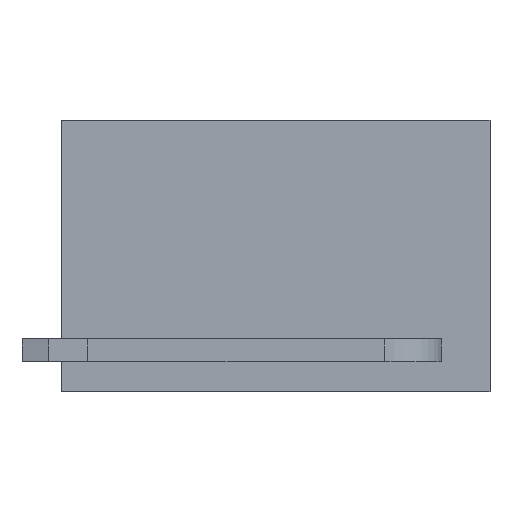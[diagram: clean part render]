
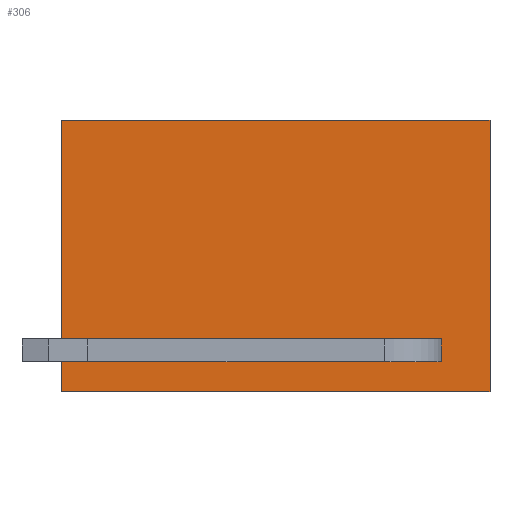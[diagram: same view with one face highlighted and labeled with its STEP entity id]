
A CAD part, front view. The second image highlights one B-rep face of the part: STEP entity #306.
In plain terms, the highlighted planar face has unit normal (0, -1, 0).
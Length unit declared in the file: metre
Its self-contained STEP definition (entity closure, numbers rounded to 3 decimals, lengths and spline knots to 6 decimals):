
#306=ADVANCED_FACE('',(#711,#712,#713,#714),#715,.T.);
#711=FACE_OUTER_BOUND('',#1225,.T.);
#712=FACE_BOUND('',#1226,.T.);
#713=FACE_BOUND('',#1227,.T.);
#714=FACE_BOUND('',#1228,.T.);
#715=PLANE('',#1229);
#1225=EDGE_LOOP('',(#2094,#2095,#2096,#2097));
#1226=EDGE_LOOP('',(#2098,#2099,#2100,#2101));
#1227=EDGE_LOOP('',(#2102,#2103,#2104,#2105));
#1228=EDGE_LOOP('',(#2106,#2107,#2108,#2109));
#1229=AXIS2_PLACEMENT_3D('',#2110,#2111,#2112);
#2094=ORIENTED_EDGE('',*,*,#3374,.T.);
#2095=ORIENTED_EDGE('',*,*,#3375,.F.);
#2096=ORIENTED_EDGE('',*,*,#3198,.F.);
#2097=ORIENTED_EDGE('',*,*,#3376,.T.);
#2098=ORIENTED_EDGE('',*,*,#3377,.T.);
#2099=ORIENTED_EDGE('',*,*,#3161,.T.);
#2100=ORIENTED_EDGE('',*,*,#3343,.T.);
#2101=ORIENTED_EDGE('',*,*,#3378,.T.);
#2102=ORIENTED_EDGE('',*,*,#3275,.T.);
#2103=ORIENTED_EDGE('',*,*,#3379,.T.);
#2104=ORIENTED_EDGE('',*,*,#3173,.T.);
#2105=ORIENTED_EDGE('',*,*,#3380,.T.);
#2106=ORIENTED_EDGE('',*,*,#3381,.T.);
#2107=ORIENTED_EDGE('',*,*,#3209,.T.);
#2108=ORIENTED_EDGE('',*,*,#3382,.T.);
#2109=ORIENTED_EDGE('',*,*,#3383,.F.);
#2110=CARTESIAN_POINT('',(0.005,0.,-0.0095));
#2111=DIRECTION('',(0.,-1.0,0.));
#2112=DIRECTION('',(1.0,0.,0.0));
#3161=EDGE_CURVE('',#3828,#3826,#3829,.T.);
#3173=EDGE_CURVE('',#3848,#3846,#3849,.T.);
#3198=EDGE_CURVE('',#3893,#3883,#3895,.T.);
#3209=EDGE_CURVE('',#3912,#3910,#3913,.T.);
#3275=EDGE_CURVE('',#4025,#4023,#4026,.T.);
#3343=EDGE_CURVE('',#3826,#4129,#4131,.T.);
#3374=EDGE_CURVE('',#4176,#4177,#4178,.T.);
#3375=EDGE_CURVE('',#3883,#4177,#4179,.T.);
#3376=EDGE_CURVE('',#3893,#4176,#4180,.T.);
#3377=EDGE_CURVE('',#4181,#3828,#4182,.T.);
#3378=EDGE_CURVE('',#4129,#4181,#4183,.T.);
#3379=EDGE_CURVE('',#4023,#3848,#4184,.T.);
#3380=EDGE_CURVE('',#3846,#4025,#4185,.T.);
#3381=EDGE_CURVE('',#4186,#3912,#4187,.T.);
#3382=EDGE_CURVE('',#3910,#4188,#4189,.T.);
#3383=EDGE_CURVE('',#4186,#4188,#4190,.T.);
#3826=VERTEX_POINT('',#4766);
#3828=VERTEX_POINT('',#4769);
#3829=LINE('',#4770,#4771);
#3846=VERTEX_POINT('',#4796);
#3848=VERTEX_POINT('',#4799);
#3849=LINE('',#4800,#4801);
#3883=VERTEX_POINT('',#4849);
#3893=VERTEX_POINT('',#4864);
#3895=LINE('',#4867,#4868);
#3910=VERTEX_POINT('',#4889);
#3912=VERTEX_POINT('',#4892);
#3913=LINE('',#4893,#4894);
#4023=VERTEX_POINT('',#5054);
#4025=VERTEX_POINT('',#5057);
#4026=LINE('',#5058,#5059);
#4129=VERTEX_POINT('',#5206);
#4131=LINE('',#5209,#5210);
#4176=VERTEX_POINT('',#5274);
#4177=VERTEX_POINT('',#5275);
#4178=LINE('',#5276,#5277);
#4179=LINE('',#5278,#5279);
#4180=LINE('',#5280,#5281);
#4181=VERTEX_POINT('',#5282);
#4182=LINE('',#5283,#5284);
#4183=LINE('',#5285,#5286);
#4184=LINE('',#5287,#5288);
#4185=LINE('',#5289,#5290);
#4186=VERTEX_POINT('',#5291);
#4187=LINE('',#5292,#5293);
#4188=VERTEX_POINT('',#5294);
#4189=LINE('',#5295,#5296);
#4190=LINE('',#5297,#5298);
#4766=CARTESIAN_POINT('',(0.0083,0.,-0.00765));
#4769=CARTESIAN_POINT('',(0.0067,0.,-0.00765));
#4770=CARTESIAN_POINT('',(0.015,0.,-0.00765));
#4771=VECTOR('',#5879,1.0);
#4796=CARTESIAN_POINT('',(0.0133,0.,-0.00765));
#4799=CARTESIAN_POINT('',(0.0117,0.,-0.00765));
#4800=CARTESIAN_POINT('',(0.015,0.,-0.00765));
#4801=VECTOR('',#5892,1.0);
#4849=CARTESIAN_POINT('',(0.,0.0,0.0));
#4864=CARTESIAN_POINT('',(0.,0.,-0.0095));
#4867=CARTESIAN_POINT('',(0.,0.,-0.0095));
#4868=VECTOR('',#5919,1.0);
#4889=CARTESIAN_POINT('',(0.0021,0.,-0.00765));
#4892=CARTESIAN_POINT('',(0.0021,0.,-0.00845));
#4893=CARTESIAN_POINT('',(0.0021,0.,-0.00845));
#4894=VECTOR('',#5927,1.0);
#5054=CARTESIAN_POINT('',(0.0117,0.,-0.00845));
#5057=CARTESIAN_POINT('',(0.0133,0.,-0.00845));
#5058=CARTESIAN_POINT('',(0.015,0.,-0.00845));
#5059=VECTOR('',#5988,1.0);
#5206=CARTESIAN_POINT('',(0.0083,0.,-0.00845));
#5209=CARTESIAN_POINT('',(0.0083,0.,-0.0095));
#5210=VECTOR('',#6055,1.0);
#5274=CARTESIAN_POINT('',(0.015,0.,-0.0095));
#5275=CARTESIAN_POINT('',(0.015,0.,0.0));
#5276=CARTESIAN_POINT('',(0.015,0.,-0.0095));
#5277=VECTOR('',#6081,1.0);
#5278=CARTESIAN_POINT('',(0.005,0.,0.));
#5279=VECTOR('',#6082,1.0);
#5280=CARTESIAN_POINT('',(0.005,0.,-0.0095));
#5281=VECTOR('',#6083,1.0);
#5282=CARTESIAN_POINT('',(0.0067,0.,-0.00845));
#5283=CARTESIAN_POINT('',(0.0067,0.,-0.0095));
#5284=VECTOR('',#6084,1.0);
#5285=CARTESIAN_POINT('',(0.015,0.,-0.00845));
#5286=VECTOR('',#6085,1.0);
#5287=CARTESIAN_POINT('',(0.0117,0.,-0.0095));
#5288=VECTOR('',#6086,1.0);
#5289=CARTESIAN_POINT('',(0.0133,0.,-0.0095));
#5290=VECTOR('',#6087,1.0);
#5291=CARTESIAN_POINT('',(0.0033,0.,-0.00845));
#5292=CARTESIAN_POINT('',(0.015,0.,-0.00845));
#5293=VECTOR('',#6088,1.0);
#5294=CARTESIAN_POINT('',(0.0033,0.,-0.00765));
#5295=CARTESIAN_POINT('',(0.00295,0.,-0.00765));
#5296=VECTOR('',#6089,1.0);
#5297=CARTESIAN_POINT('',(0.0033,0.,-0.0095));
#5298=VECTOR('',#6090,1.0);
#5879=DIRECTION('',(1.0,0.,0.));
#5892=DIRECTION('',(1.0,0.,0.));
#5919=DIRECTION('',(0.,0.,1.0));
#5927=DIRECTION('',(0.,0.,1.0));
#5988=DIRECTION('',(-1.0,0.,0.));
#6055=DIRECTION('',(0.,0.,-1.0));
#6081=DIRECTION('',(0.,0.,1.0));
#6082=DIRECTION('',(1.0,0.,0.));
#6083=DIRECTION('',(1.0,0.,0.));
#6084=DIRECTION('',(0.,0.,1.0));
#6085=DIRECTION('',(-1.0,0.,0.));
#6086=DIRECTION('',(0.,0.,1.0));
#6087=DIRECTION('',(0.,0.,-1.0));
#6088=DIRECTION('',(-1.0,0.,0.));
#6089=DIRECTION('',(1.0,0.,0.));
#6090=DIRECTION('',(0.,0.,1.0));
